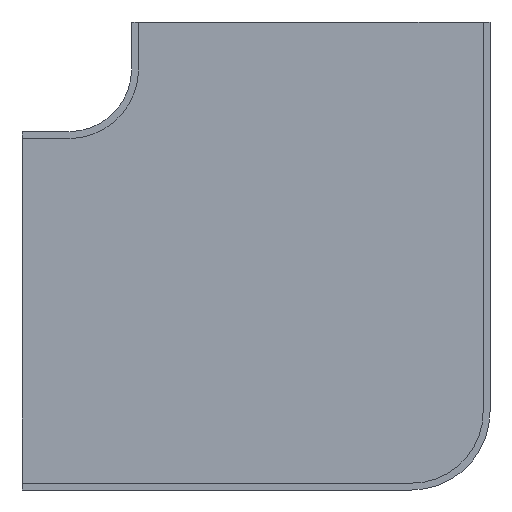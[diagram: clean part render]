
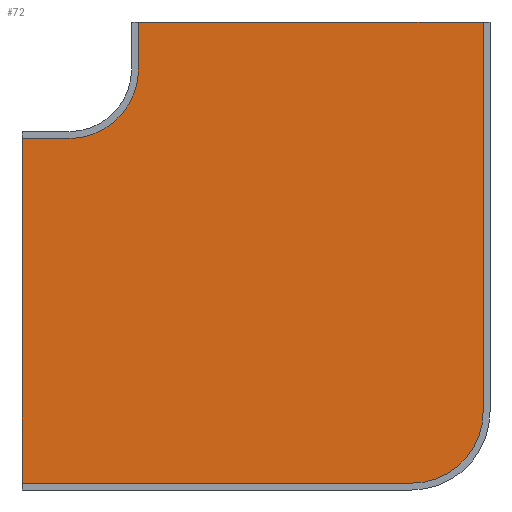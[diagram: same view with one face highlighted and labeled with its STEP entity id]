
A CAD part, front view. The second image highlights one B-rep face of the part: STEP entity #72.
In plain terms, the highlighted planar face has unit normal (0, -1, 0).
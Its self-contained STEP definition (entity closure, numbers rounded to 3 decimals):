
#8 = VECTOR ( 'NONE', #16, 1000. ) ;
#12 = ORIENTED_EDGE ( 'NONE', *, *, #556, .F. ) ;
#16 = DIRECTION ( 'NONE',  ( 1., 0., 0. ) ) ;
#25 = VERTEX_POINT ( 'NONE', #184 ) ;
#57 = DIRECTION ( 'NONE',  ( 0., 1., 0. ) ) ;
#71 = EDGE_CURVE ( 'NONE', #293, #328, #135, .T. ) ;
#72 = ADVANCED_FACE ( 'NONE', ( #106 ), #442, .F. ) ;
#80 = CARTESIAN_POINT ( 'NONE',  ( -59.7, 19.4, 37.5 ) ) ;
#85 = VERTEX_POINT ( 'NONE', #194 ) ;
#94 = CARTESIAN_POINT ( 'NONE',  ( -37.5, 19.4, 74.7 ) ) ;
#102 = VECTOR ( 'NONE', #347, 1000. ) ;
#106 = FACE_OUTER_BOUND ( 'NONE', #584, .T. ) ;
#110 = CARTESIAN_POINT ( 'NONE',  ( -39.7, 19.4, 74.7 ) ) ;
#112 = VERTEX_POINT ( 'NONE', #317 ) ;
#113 = LINE ( 'NONE', #118, #211 ) ;
#118 = CARTESIAN_POINT ( 'NONE',  ( -74.7, 19.4, 39.7 ) ) ;
#126 = VECTOR ( 'NONE', #401, 1000. ) ;
#135 = LINE ( 'NONE', #376, #126 ) ;
#141 = AXIS2_PLACEMENT_3D ( 'NONE', #262, #517, #205 ) ;
#142 = CARTESIAN_POINT ( 'NONE',  ( 72.5, 19.4, 74.7 ) ) ;
#152 = DIRECTION ( 'NONE',  ( 0., 0., -1. ) ) ;
#178 = LINE ( 'NONE', #596, #102 ) ;
#184 = CARTESIAN_POINT ( 'NONE',  ( -74.7, 19.4, -72.5 ) ) ;
#187 = EDGE_CURVE ( 'NONE', #587, #25, #178, .T. ) ;
#194 = CARTESIAN_POINT ( 'NONE',  ( -37.5, 19.4, 59.7 ) ) ;
#205 = DIRECTION ( 'NONE',  ( 0., 0., 1. ) ) ;
#211 = VECTOR ( 'NONE', #359, 1000. ) ;
#215 = VECTOR ( 'NONE', #152, 1000. ) ;
#229 = CIRCLE ( 'NONE', #540, 22.8 ) ;
#236 = CIRCLE ( 'NONE', #461, 22.2 ) ;
#245 = LINE ( 'NONE', #110, #8 ) ;
#247 = EDGE_CURVE ( 'NONE', #554, #587, #229, .T. ) ;
#250 = LINE ( 'NONE', #465, #260 ) ;
#257 = EDGE_CURVE ( 'NONE', #412, #112, #245, .T. ) ;
#260 = VECTOR ( 'NONE', #302, 1000. ) ;
#262 = CARTESIAN_POINT ( 'NONE',  ( 49.7, 19.4, -49.7 ) ) ;
#273 = CARTESIAN_POINT ( 'NONE',  ( -74.7, 19.4, 37.5 ) ) ;
#289 = ORIENTED_EDGE ( 'NONE', *, *, #71, .F. ) ;
#293 = VERTEX_POINT ( 'NONE', #273 ) ;
#295 = DIRECTION ( 'NONE',  ( 0., 0., 1. ) ) ;
#302 = DIRECTION ( 'NONE',  ( 0., 0., 1. ) ) ;
#314 = ORIENTED_EDGE ( 'NONE', *, *, #504, .F. ) ;
#317 = CARTESIAN_POINT ( 'NONE',  ( 72.5, 19.4, 74.7 ) ) ;
#321 = ORIENTED_EDGE ( 'NONE', *, *, #594, .F. ) ;
#328 = VERTEX_POINT ( 'NONE', #80 ) ;
#340 = ORIENTED_EDGE ( 'NONE', *, *, #187, .F. ) ;
#347 = DIRECTION ( 'NONE',  ( -1., 0., 0. ) ) ;
#359 = DIRECTION ( 'NONE',  ( 0., 0., 1. ) ) ;
#376 = CARTESIAN_POINT ( 'NONE',  ( -74.7, 19.4, 37.5 ) ) ;
#381 = ORIENTED_EDGE ( 'NONE', *, *, #257, .F. ) ;
#382 = CARTESIAN_POINT ( 'NONE',  ( -59.7, 19.4, 59.7 ) ) ;
#399 = CARTESIAN_POINT ( 'NONE',  ( 49.7, 19.4, -49.7 ) ) ;
#401 = DIRECTION ( 'NONE',  ( 1., 0., 0. ) ) ;
#412 = VERTEX_POINT ( 'NONE', #94 ) ;
#441 = ORIENTED_EDGE ( 'NONE', *, *, #247, .F. ) ;
#442 = PLANE ( 'NONE',  #141 ) ;
#448 = DIRECTION ( 'NONE',  ( 0., 0., 1. ) ) ;
#449 = ORIENTED_EDGE ( 'NONE', *, *, #603, .F. ) ;
#461 = AXIS2_PLACEMENT_3D ( 'NONE', #382, #541, #295 ) ;
#465 = CARTESIAN_POINT ( 'NONE',  ( -37.5, 19.4, 59.7 ) ) ;
#467 = CARTESIAN_POINT ( 'NONE',  ( 72.5, 19.4, -49.7 ) ) ;
#504 = EDGE_CURVE ( 'NONE', #112, #554, #528, .T. ) ;
#517 = DIRECTION ( 'NONE',  ( 0., 1., 0. ) ) ;
#528 = LINE ( 'NONE', #142, #215 ) ;
#540 = AXIS2_PLACEMENT_3D ( 'NONE', #399, #57, #448 ) ;
#541 = DIRECTION ( 'NONE',  ( 0., -1., 0. ) ) ;
#554 = VERTEX_POINT ( 'NONE', #467 ) ;
#556 = EDGE_CURVE ( 'NONE', #25, #293, #113, .T. ) ;
#584 = EDGE_LOOP ( 'NONE', ( #340, #441, #314, #381, #449, #321, #289, #12 ) ) ;
#587 = VERTEX_POINT ( 'NONE', #598 ) ;
#594 = EDGE_CURVE ( 'NONE', #328, #85, #236, .T. ) ;
#596 = CARTESIAN_POINT ( 'NONE',  ( -74.7, 19.4, -72.5 ) ) ;
#598 = CARTESIAN_POINT ( 'NONE',  ( 49.7, 19.4, -72.5 ) ) ;
#603 = EDGE_CURVE ( 'NONE', #85, #412, #250, .T. ) ;
